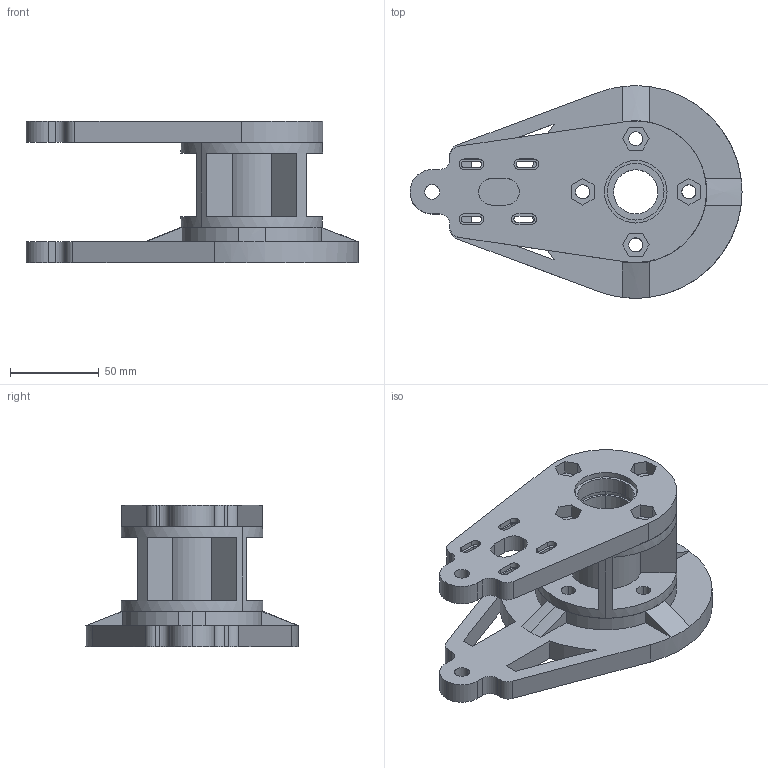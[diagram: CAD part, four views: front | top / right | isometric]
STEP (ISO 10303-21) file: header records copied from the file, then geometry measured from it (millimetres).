
FILE_DESCRIPTION (( 'STEP AP214' ), '1' );
FILE_NAME ('Base_Assembly_Simple_STEP.STEP', '2025-10-26T04:29:47', ( '' ), ( '' ), 'SwSTEP 2.0', 'SolidWorks 2024', '' );
FILE_SCHEMA (( 'AUTOMOTIVE_DESIGN' ));
Length unit declared in the file: millimetre
Products named in the file (4): Base_Assembly_Simple_STEP; Bottom support_Mario; Bottom Tube; Base Plate
Assembly tree (3 placements, depth 2):
  Base_Assembly_Simple_STEP
    Base Plate
    Bottom support_Mario
    Bottom Tube
Bounding box: 187.5 x 119.93 x 80 mm (x, y, z)
Volume: 372451.6 mm3; surface area: 102853.9 mm2
Topology: 3 solids, 3 shells, 238 faces, 627 edges, 416 vertices
Faces by surface type: plane 124, cylinder 109, cone 5
Entity records: 7663 total; most frequent: DIRECTION 1346, CARTESIAN_POINT 1311, ORIENTED_EDGE 1254, EDGE_CURVE 627, AXIS2_PLACEMENT_3D 483, VERTEX_POINT 416, LINE 380, VECTOR 380
